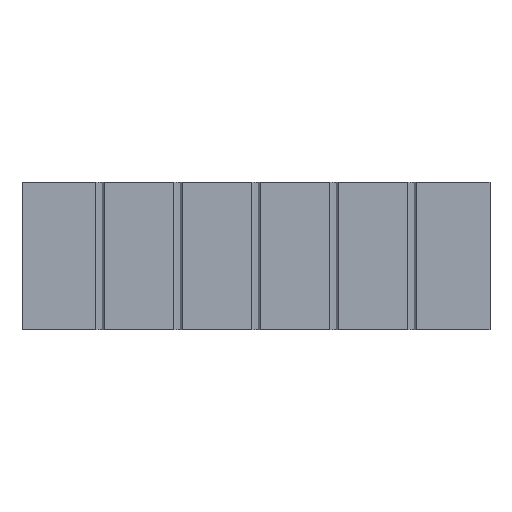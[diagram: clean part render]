
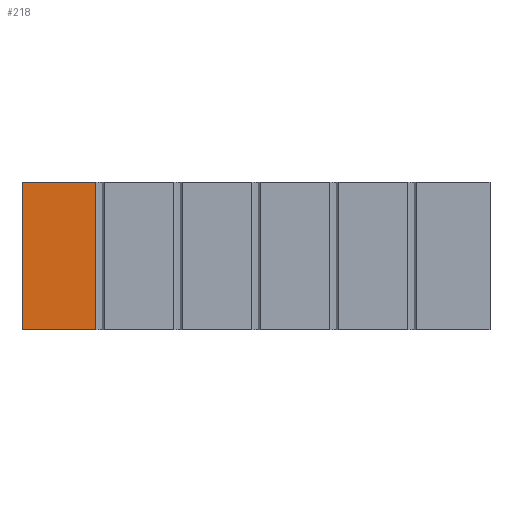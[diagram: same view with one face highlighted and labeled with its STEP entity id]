
A CAD part, top view. The second image highlights one B-rep face of the part: STEP entity #218.
In plain terms, the highlighted planar face has unit normal (0, 0, 1).
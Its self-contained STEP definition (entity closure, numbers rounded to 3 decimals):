
#218=ADVANCED_FACE('',(#270),#244,.T.);
#244=PLANE('',#731);
#270=FACE_OUTER_BOUND('',#296,.T.);
#296=EDGE_LOOP('',(#325,#326,#327,#328));
#325=ORIENTED_EDGE('',*,*,#517,.F.);
#326=ORIENTED_EDGE('',*,*,#516,.F.);
#327=ORIENTED_EDGE('',*,*,#518,.T.);
#328=ORIENTED_EDGE('',*,*,#519,.T.);
#466=VERTEX_POINT('',#885);
#468=VERTEX_POINT('',#889);
#469=VERTEX_POINT('',#893);
#470=VERTEX_POINT('',#895);
#516=EDGE_CURVE('',#468,#466,#588,.T.);
#517=EDGE_CURVE('',#466,#469,#589,.T.);
#518=EDGE_CURVE('',#468,#470,#590,.T.);
#519=EDGE_CURVE('',#470,#469,#591,.T.);
#588=LINE('',#890,#660);
#589=LINE('',#892,#661);
#590=LINE('',#894,#662);
#591=LINE('',#896,#663);
#660=VECTOR('',#761,1.);
#661=VECTOR('',#764,1.);
#662=VECTOR('',#765,1.);
#663=VECTOR('',#766,1.);
#731=AXIS2_PLACEMENT_3D('',#897,#767,#768);
#761=DIRECTION('',(0.,1.,0.));
#764=DIRECTION('',(1.,0.,0.));
#765=DIRECTION('',(1.,0.,0.));
#766=DIRECTION('',(0.,1.,0.));
#767=DIRECTION('',(0.,0.,1.));
#768=DIRECTION('',(1.,0.,0.));
#885=CARTESIAN_POINT('',(-26.5,0.,1.1));
#889=CARTESIAN_POINT('',(-26.5,-50.,1.1));
#890=CARTESIAN_POINT('',(-26.5,-50.,1.1));
#892=CARTESIAN_POINT('',(-26.5,0.,1.1));
#893=CARTESIAN_POINT('',(-1.5,0.,1.1));
#894=CARTESIAN_POINT('',(-26.5,-50.,1.1));
#895=CARTESIAN_POINT('',(-1.5,-50.,1.1));
#896=CARTESIAN_POINT('',(-1.5,-50.,1.1));
#897=CARTESIAN_POINT('',(-26.5,-50.,1.1));
